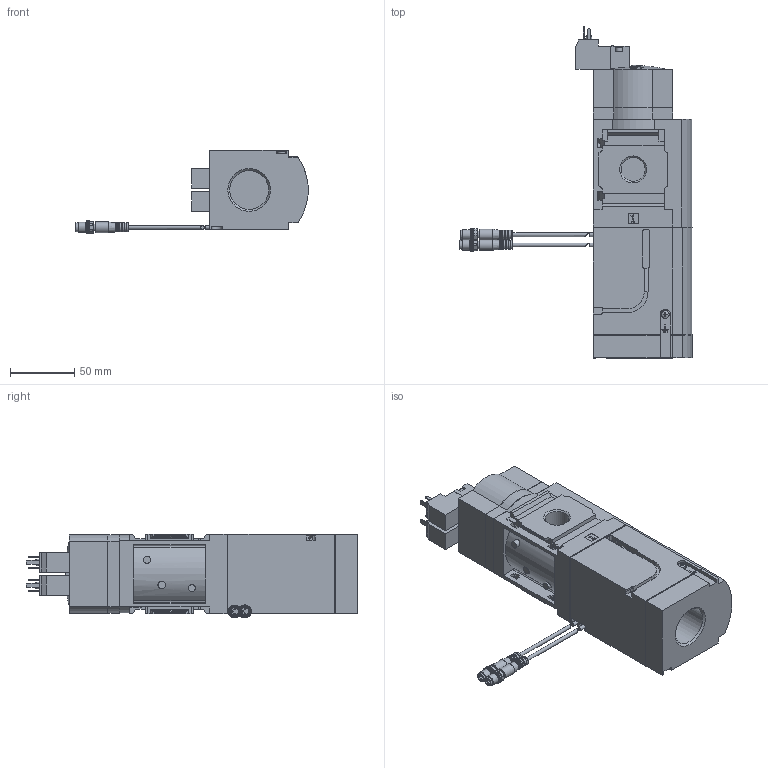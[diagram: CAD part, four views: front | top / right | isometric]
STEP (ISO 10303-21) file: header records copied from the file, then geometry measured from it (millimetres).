
FILE_DESCRIPTION(/* description */ ('STEP AP214'),/* implementation_level */ '2;1');
FILE_NAME(/* name */ '8038489_MS6-SV-1_2-D-10V24-2M8',/* time_stamp */ '2024-09-11T15:27:07+02:00',/* author */ ('License CC BY-ND 4.0'),/* organization */ ('CADENAS'),/* preprocessor_version */ 'ST-DEVELOPER v19.3',/* originating_system */ 'PARTsolutions',/* authorisation */ ' ');
FILE_SCHEMA (('AUTOMOTIVE_DESIGN {1 0 10303 214 3 1 1}'));
Length unit declared in the file: millimetre
Products named in the file (6): 8038489 MS6-SV-1/2-D-10V24-2M8; 548713 MS6-SV-1/2-D-10V24-10D; 8041125 MSC-3/2-24VDC; 8035452 SMT-8M-A-1---1-S2---(part); SMT-8M-A M8D; 8035452 SMT-8M-A-1---1-S1---(part)
Assembly tree (7 placements, depth 2):
  8038489 MS6-SV-1/2-D-10V24-2M8
    548713 MS6-SV-1/2-D-10V24-10D
    8041125 MSC-3/2-24VDC  x2
    8035452 SMT-8M-A-1---1-S2---(part)
    SMT-8M-A M8D  x2
    8035452 SMT-8M-A-1---1-S1---(part)
Bounding box: 180.83 x 258.7 x 65.17 mm (x, y, z)
Volume: 925120.2 mm3; surface area: 94806.6 mm2
Topology: 7 solids, 7 shells, 1300 faces, 3433 edges, 2237 vertices
Faces by surface type: plane 910, cylinder 313, cone 35, torus 34, sphere 8
Full cylindrical faces by diameter (mm): 1 x6, 1.52 x4, 2 x6, 2.013 x2, 2.459 x5, 2.5 x2, 2.9 x8, 3 x4, 3.387 x2, 4 x6, 4.5 x2, 5 x2, 5.5 x6, 5.775 x2, 5.95 x2, 6 x2, 6.86 x2, 7 x10, 8 x2, 8.5 x2, 18.631 x2, 27.5 x1, 30.291 x1, 34.6 x1
Entity records: 38056 total; most frequent: CARTESIAN_POINT 5725, ORIENTED_EDGE 5154, DIRECTION 5142, EDGE_CURVE 2577, LINE 1846, VECTOR 1846, VERTEX_POINT 1748, AXIS2_PLACEMENT_3D 1648
